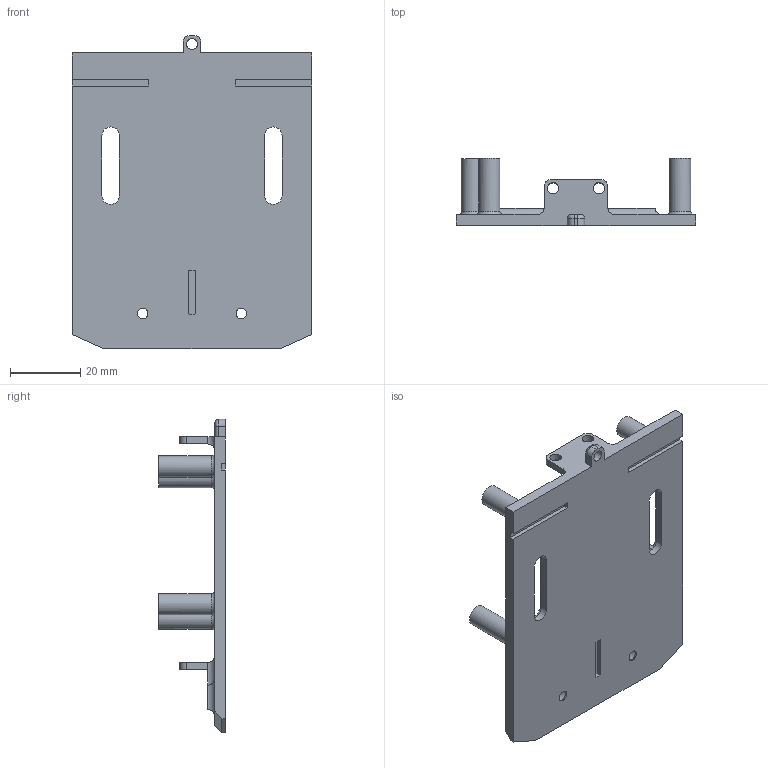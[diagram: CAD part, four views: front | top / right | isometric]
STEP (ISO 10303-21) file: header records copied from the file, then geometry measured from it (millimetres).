
FILE_DESCRIPTION(/* description */ (''),/* implementation_level */ '2;1');
FILE_NAME(/* name */ 'PodstawaTrojkolowa.stp',/* time_stamp */ '2025-06-27T23:46:07+02:00',/* author */ ('isan'),/* organization */ (''),/* preprocessor_version */ 'ST-DEVELOPER v20.1',/* originating_system */ 'Autodesk Inventor 2026',/* authorisation */ '');
FILE_SCHEMA (('AUTOMOTIVE_DESIGN { 1 0 10303 214 3 1 1 }'));
Length unit declared in the file: millimetre
Products named in the file (1): PodstawaTrojkolowa
Bounding box: 68 x 19 x 89 mm (x, y, z)
Volume: 19059.1 mm3; surface area: 14797.8 mm2
Topology: 1 solids, 1 shells, 117 faces, 286 edges, 185 vertices
Faces by surface type: plane 54, cylinder 49, torus 8, cone 4, bspline 2
Full cylindrical faces by diameter (mm): 3 x8, 3.15 x1, 3.2 x4, 5.5 x2, 6 x4
Entity records: 3564 total; most frequent: DIRECTION 630, CARTESIAN_POINT 623, ORIENTED_EDGE 572, EDGE_CURVE 286, AXIS2_PLACEMENT_3D 232, VERTEX_POINT 184, LINE 166, VECTOR 166
